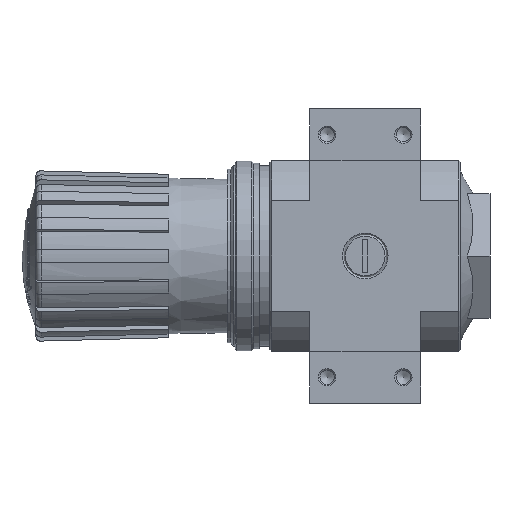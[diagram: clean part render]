
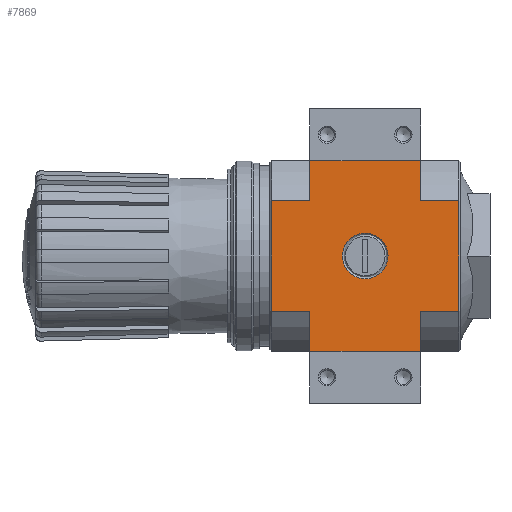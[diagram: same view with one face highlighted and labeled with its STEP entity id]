
A CAD part, left-side view. The second image highlights one B-rep face of the part: STEP entity #7869.
In plain terms, the highlighted face is planar.
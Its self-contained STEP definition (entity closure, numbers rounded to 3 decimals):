
#210=LINE('',#10990,#565);
#326=LINE('',#12279,#681);
#342=LINE('',#12341,#697);
#343=LINE('',#12344,#698);
#344=LINE('',#12346,#699);
#345=LINE('',#12348,#700);
#346=LINE('',#12349,#701);
#347=LINE('',#12351,#702);
#348=LINE('',#12353,#703);
#349=LINE('',#12355,#704);
#350=LINE('',#12357,#705);
#351=LINE('',#12358,#706);
#565=VECTOR('',#9004,1000.);
#681=VECTOR('',#9640,1000.);
#697=VECTOR('',#9678,1000.);
#698=VECTOR('',#9679,1000.);
#699=VECTOR('',#9680,1000.);
#700=VECTOR('',#9681,1000.);
#701=VECTOR('',#9682,1000.);
#702=VECTOR('',#9683,1000.);
#703=VECTOR('',#9684,1000.);
#704=VECTOR('',#9685,1000.);
#705=VECTOR('',#9686,1000.);
#706=VECTOR('',#9687,1000.);
#1001=PLANE('',#8468);
#1295=CIRCLE('',#8469,6.579);
#2131=ORIENTED_EDGE('',*,*,#3725,.T.);
#2132=ORIENTED_EDGE('',*,*,#3726,.T.);
#2133=ORIENTED_EDGE('',*,*,#3727,.F.);
#2134=ORIENTED_EDGE('',*,*,#3728,.T.);
#2135=ORIENTED_EDGE('',*,*,#3729,.F.);
#2136=ORIENTED_EDGE('',*,*,#3292,.F.);
#2137=ORIENTED_EDGE('',*,*,#3730,.T.);
#2138=ORIENTED_EDGE('',*,*,#3731,.F.);
#2139=ORIENTED_EDGE('',*,*,#3732,.T.);
#2140=ORIENTED_EDGE('',*,*,#3733,.F.);
#2141=ORIENTED_EDGE('',*,*,#3734,.T.);
#2142=ORIENTED_EDGE('',*,*,#3700,.F.);
#2143=ORIENTED_EDGE('',*,*,#3735,.F.);
#3292=EDGE_CURVE('',#4181,#4182,#210,.T.);
#3700=EDGE_CURVE('',#4476,#4477,#326,.T.);
#3725=EDGE_CURVE('',#4495,#4495,#1295,.T.);
#3726=EDGE_CURVE('',#4496,#4497,#342,.F.);
#3727=EDGE_CURVE('',#4498,#4497,#343,.T.);
#3728=EDGE_CURVE('',#4498,#4499,#344,.T.);
#3729=EDGE_CURVE('',#4182,#4499,#345,.T.);
#3730=EDGE_CURVE('',#4181,#4500,#346,.T.);
#3731=EDGE_CURVE('',#4501,#4500,#347,.T.);
#3732=EDGE_CURVE('',#4501,#4502,#348,.T.);
#3733=EDGE_CURVE('',#4503,#4502,#349,.F.);
#3734=EDGE_CURVE('',#4503,#4477,#350,.T.);
#3735=EDGE_CURVE('',#4496,#4476,#351,.T.);
#4181=VERTEX_POINT('',#10989);
#4182=VERTEX_POINT('',#10991);
#4476=VERTEX_POINT('',#12278);
#4477=VERTEX_POINT('',#12280);
#4495=VERTEX_POINT('',#12340);
#4496=VERTEX_POINT('',#12342);
#4497=VERTEX_POINT('',#12343);
#4498=VERTEX_POINT('',#12345);
#4499=VERTEX_POINT('',#12347);
#4500=VERTEX_POINT('',#12350);
#4501=VERTEX_POINT('',#12352);
#4502=VERTEX_POINT('',#12354);
#4503=VERTEX_POINT('',#12356);
#5086=EDGE_LOOP('',(#2131));
#5087=EDGE_LOOP('',(#2132,#2133,#2134,#2135,#2136,#2137,#2138,#2139,#2140,
#2141,#2142,#2143));
#5643=FACE_BOUND('',#5086,.T.);
#5644=FACE_BOUND('',#5087,.T.);
#7869=ADVANCED_FACE('',(#5643,#5644),#1001,.F.);
#8468=AXIS2_PLACEMENT_3D('',#12338,#9674,#9675);
#8469=AXIS2_PLACEMENT_3D('',#12339,#9676,#9677);
#9004=DIRECTION('',(0.,1.,0.));
#9640=DIRECTION('',(0.,-1.,0.));
#9674=DIRECTION('',(0.,0.,1.));
#9675=DIRECTION('',(1.,0.,0.));
#9676=DIRECTION('',(0.,0.,1.));
#9677=DIRECTION('',(1.,0.,0.));
#9678=DIRECTION('',(0.,-1.,0.));
#9679=DIRECTION('',(-1.,0.,0.));
#9680=DIRECTION('',(0.,-1.,0.));
#9681=DIRECTION('',(-1.,0.,0.));
#9682=DIRECTION('',(-1.,0.,0.));
#9683=DIRECTION('',(0.,1.,0.));
#9684=DIRECTION('',(-1.,0.,0.));
#9685=DIRECTION('',(0.,1.,0.));
#9686=DIRECTION('',(-1.,0.,0.));
#9687=DIRECTION('',(-1.,0.,0.));
#10989=CARTESIAN_POINT('',(27.5,-16.,-27.5));
#10990=CARTESIAN_POINT('',(27.5,-27.,-27.5));
#10991=CARTESIAN_POINT('',(27.5,16.,-27.5));
#12278=CARTESIAN_POINT('',(-27.5,16.,-27.5));
#12279=CARTESIAN_POINT('',(-27.5,27.,-27.5));
#12280=CARTESIAN_POINT('',(-27.5,-16.,-27.5));
#12338=CARTESIAN_POINT('',(0.,0.,-27.5));
#12339=CARTESIAN_POINT('',(0.,0.,-27.5));
#12340=CARTESIAN_POINT('',(6.579,0.,-27.5));
#12341=CARTESIAN_POINT('',(-15.869,31.,-27.5));
#12342=CARTESIAN_POINT('',(-15.869,16.,-27.5));
#12343=CARTESIAN_POINT('',(-15.869,27.,-27.5));
#12344=CARTESIAN_POINT('',(27.5,27.,-27.5));
#12345=CARTESIAN_POINT('',(15.869,27.,-27.5));
#12346=CARTESIAN_POINT('',(15.869,31.,-27.5));
#12347=CARTESIAN_POINT('',(15.869,16.,-27.5));
#12348=CARTESIAN_POINT('',(0.,16.,-27.5));
#12349=CARTESIAN_POINT('',(0.,-16.,-27.5));
#12350=CARTESIAN_POINT('',(15.869,-16.,-27.5));
#12351=CARTESIAN_POINT('',(15.869,-31.,-27.5));
#12352=CARTESIAN_POINT('',(15.869,-27.,-27.5));
#12353=CARTESIAN_POINT('',(27.5,-27.,-27.5));
#12354=CARTESIAN_POINT('',(-15.869,-27.,-27.5));
#12355=CARTESIAN_POINT('',(-15.869,-31.,-27.5));
#12356=CARTESIAN_POINT('',(-15.869,-16.,-27.5));
#12357=CARTESIAN_POINT('',(0.,-16.,-27.5));
#12358=CARTESIAN_POINT('',(0.,16.,-27.5));
